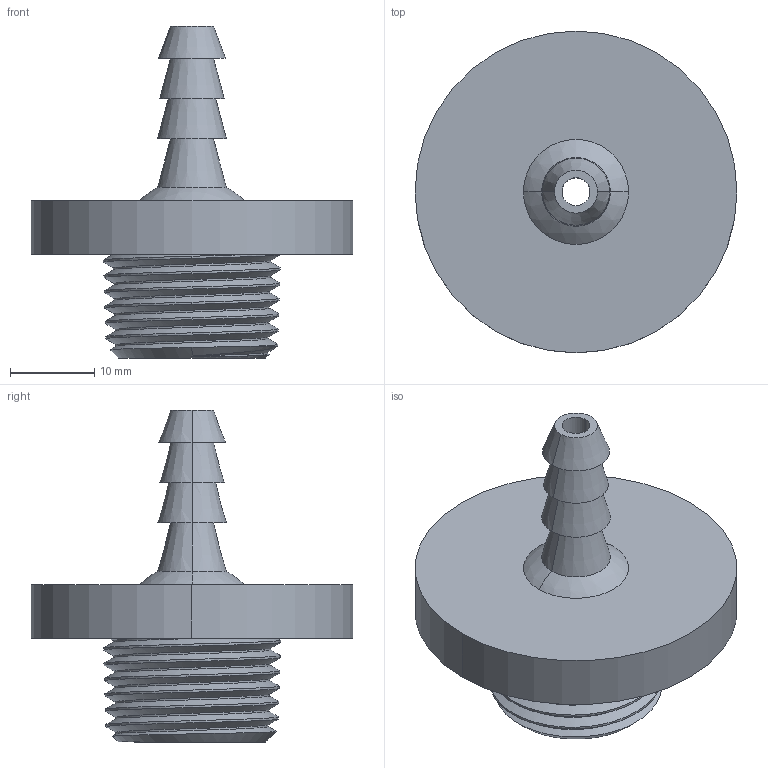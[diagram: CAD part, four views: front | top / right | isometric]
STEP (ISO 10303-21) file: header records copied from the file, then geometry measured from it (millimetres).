
FILE_DESCRIPTION (( 'STEP AP203' ), '1' );
FILE_NAME ('NPT Hose Barb.STEP', '2024-04-17T21:55:06', ( '' ), ( '' ), 'SwSTEP 2.0', 'SolidWorks 2022', '' );
FILE_SCHEMA (( 'CONFIG_CONTROL_DESIGN' ));
Length unit declared in the file: inch
Products named in the file (1): NPT Hose Barb
Bounding box: 38.1 x 38.1 x 39.3 mm (x, y, z)
Volume: 9417.8 mm3; surface area: 5552.1 mm2
Topology: 1 solids, 1 shells, 46 faces, 113 edges, 72 vertices
Faces by surface type: cone 24, cylinder 8, plane 7, sphere 4, bspline 3
Entity records: 6233 total; most frequent: CARTESIAN_POINT 5116, ORIENTED_EDGE 222, DIRECTION 203, EDGE_CURVE 111, AXIS2_PLACEMENT_3D 86, VERTEX_POINT 72, EDGE_LOOP 53, FACE_OUTER_BOUND 46
